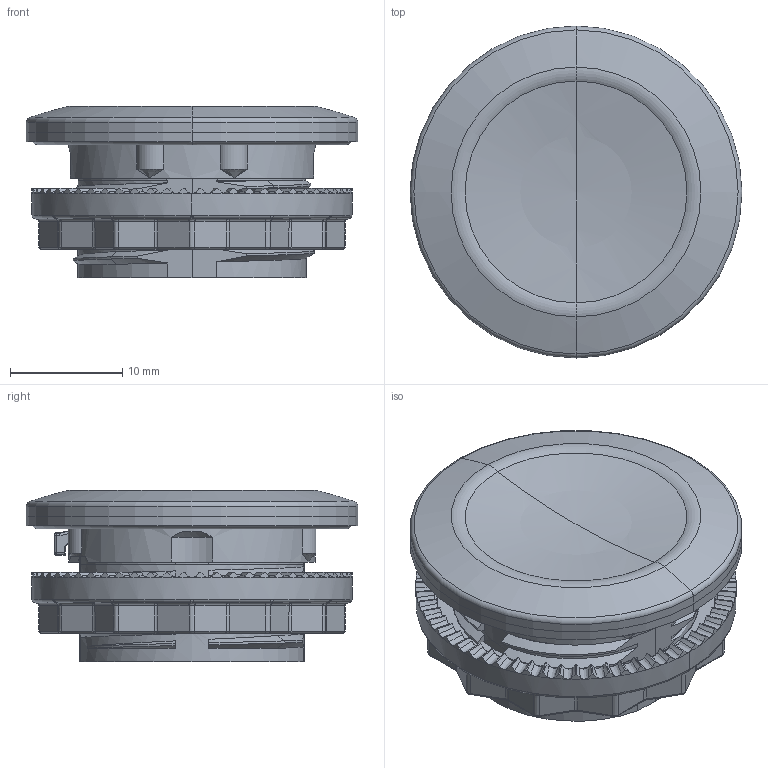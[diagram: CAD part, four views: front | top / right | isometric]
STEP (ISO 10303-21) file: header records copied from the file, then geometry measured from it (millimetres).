
FILE_DESCRIPTION((''),'2;1');
FILE_NAME('40359-504_ASM','2014-05-22T',('ZCai1'),('Rockwell Automation'),'PRO/ENGINEER BY PARAMETRIC TECHNOLOGY CORPORATION, 2012480','PRO/ENGINEER BY PARAMETRIC TECHNOLOGY CORPORATION, 2012480','');
FILE_SCHEMA(('CONFIG_CONTROL_DESIGN'));
Length unit declared in the file: millimetre
Products named in the file (4): 40359-130; 40359-031; 40359-067; 40359-504_ASM
Assembly tree (3 placements, depth 2):
  40359-504_ASM
    40359-130
    40359-031
    40359-067
Bounding box: 29.6 x 29.6 x 15.32 mm (x, y, z)
Volume: 3920 mm3; surface area: 5921.9 mm2
Topology: 3 solids, 3 shells, 802 faces, 2154 edges, 1347 vertices
Faces by surface type: bspline 282, plane 196, cylinder 126, cone 120, torus 70, sphere 8
Entity records: 49565 total; most frequent: CARTESIAN_POINT 31261, ORIENTED_EDGE 4294, DIRECTION 3146, EDGE_CURVE 2147, VERTEX_POINT 1347, AXIS2_PLACEMENT_3D 1215, EDGE_LOOP 812, FACE_OUTER_BOUND 802
